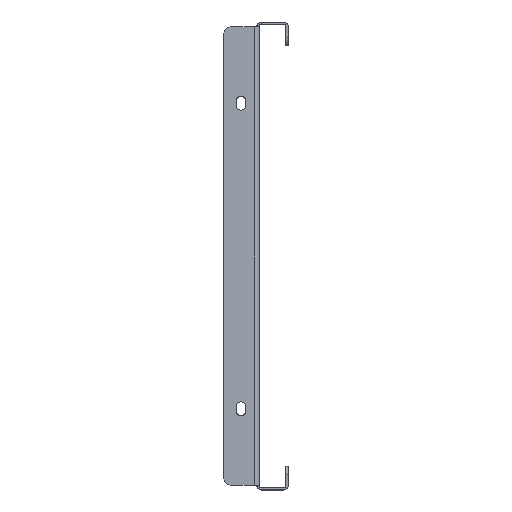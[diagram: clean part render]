
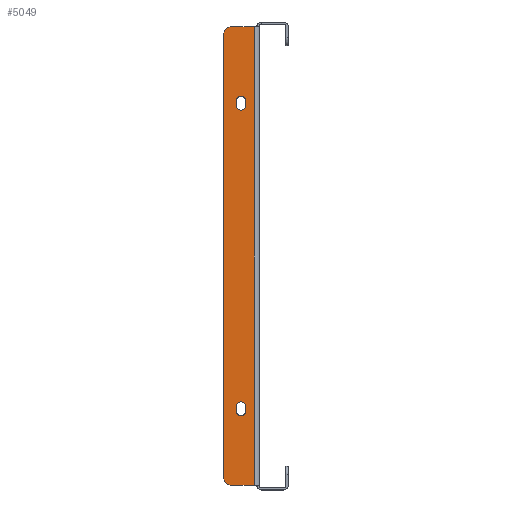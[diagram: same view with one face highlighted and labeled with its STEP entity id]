
A CAD part, left-side view. The second image highlights one B-rep face of the part: STEP entity #5049.
In plain terms, the highlighted planar face has unit normal (-1, 0, 0).
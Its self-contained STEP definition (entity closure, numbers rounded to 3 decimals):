
#18 = CARTESIAN_POINT ( 'NONE',  ( -196., 7.25, -95.25 ) ) ;
#106 = EDGE_CURVE ( 'NONE', #7649, #3567, #2392, .T. ) ;
#147 = DIRECTION ( 'NONE',  ( 0., -1., 0. ) ) ;
#152 = EDGE_CURVE ( 'NONE', #691, #3900, #6845, .T. ) ;
#207 = CARTESIAN_POINT ( 'NONE',  ( -196., 12.75, -95.25 ) ) ;
#289 = DIRECTION ( 'NONE',  ( 0., 1., 0. ) ) ;
#424 = EDGE_CURVE ( 'NONE', #5594, #637, #6906, .T. ) ;
#454 = PLANE ( 'NONE',  #1479 ) ;
#482 = LINE ( 'NONE', #4945, #5000 ) ;
#546 = EDGE_CURVE ( 'NONE', #3828, #6114, #4791, .T. ) ;
#552 = CARTESIAN_POINT ( 'NONE',  ( -196., 12.75, -95.25 ) ) ;
#574 = AXIS2_PLACEMENT_3D ( 'NONE', #7589, #7097, #7132 ) ;
#581 = CARTESIAN_POINT ( 'NONE',  ( -196., 7.25, 98.75 ) ) ;
#613 = VECTOR ( 'NONE', #729, 1000. ) ;
#618 = AXIS2_PLACEMENT_3D ( 'NONE', #8167, #4988, #7496 ) ;
#633 = DIRECTION ( 'NONE',  ( -1., 0., 0. ) ) ;
#637 = VERTEX_POINT ( 'NONE', #4624 ) ;
#691 = VERTEX_POINT ( 'NONE', #5284 ) ;
#729 = DIRECTION ( 'NONE',  ( 0., 0., -1. ) ) ;
#771 = CARTESIAN_POINT ( 'NONE',  ( -196., 21., -140.5 ) ) ;
#833 = VECTOR ( 'NONE', #6770, 1000. ) ;
#878 = CIRCLE ( 'NONE', #3104, 2.75 ) ;
#881 = VECTOR ( 'NONE', #7451, 1000. ) ;
#937 = VERTEX_POINT ( 'NONE', #207 ) ;
#948 = DIRECTION ( 'NONE',  ( -1., 0., 0. ) ) ;
#976 = VECTOR ( 'NONE', #2997, 1000. ) ;
#1174 = DIRECTION ( 'NONE',  ( 0., -1., 0. ) ) ;
#1270 = CARTESIAN_POINT ( 'NONE',  ( -196., 1.5, 0. ) ) ;
#1396 = CARTESIAN_POINT ( 'NONE',  ( -196., 16., -140.5 ) ) ;
#1415 = CIRCLE ( 'NONE', #618, 2.75 ) ;
#1422 = CARTESIAN_POINT ( 'NONE',  ( -196., 12.75, 95.25 ) ) ;
#1479 = AXIS2_PLACEMENT_3D ( 'NONE', #5466, #8023, #2356 ) ;
#1652 = EDGE_LOOP ( 'NONE', ( #7120, #2718, #7830, #2635, #6260, #2884 ) ) ;
#1703 = FACE_BOUND ( 'NONE', #7825, .T. ) ;
#1926 = LINE ( 'NONE', #4379, #613 ) ;
#2026 = VERTEX_POINT ( 'NONE', #7426 ) ;
#2193 = CARTESIAN_POINT ( 'NONE',  ( -196., 10., -98.75 ) ) ;
#2235 = EDGE_CURVE ( 'NONE', #6698, #7649, #2682, .T. ) ;
#2356 = DIRECTION ( 'NONE',  ( 0., -1., 0. ) ) ;
#2392 = LINE ( 'NONE', #4264, #976 ) ;
#2507 = CARTESIAN_POINT ( 'NONE',  ( -196., 12.75, -98.75 ) ) ;
#2516 = EDGE_CURVE ( 'NONE', #691, #4049, #482, .T. ) ;
#2587 = CARTESIAN_POINT ( 'NONE',  ( -196., 7.25, -95.25 ) ) ;
#2602 = ORIENTED_EDGE ( 'NONE', *, *, #2235, .F. ) ;
#2635 = ORIENTED_EDGE ( 'NONE', *, *, #7639, .T. ) ;
#2664 = DIRECTION ( 'NONE',  ( -1., 0., 0. ) ) ;
#2682 = CIRCLE ( 'NONE', #574, 2.75 ) ;
#2718 = ORIENTED_EDGE ( 'NONE', *, *, #5690, .T. ) ;
#2884 = ORIENTED_EDGE ( 'NONE', *, *, #152, .T. ) ;
#2945 = VECTOR ( 'NONE', #5706, 1000. ) ;
#2969 = AXIS2_PLACEMENT_3D ( 'NONE', #4153, #6695, #147 ) ;
#2997 = DIRECTION ( 'NONE',  ( 0., 0., 1. ) ) ;
#3055 = LINE ( 'NONE', #6945, #881 ) ;
#3090 = CARTESIAN_POINT ( 'NONE',  ( -196., 10., 98.75 ) ) ;
#3104 = AXIS2_PLACEMENT_3D ( 'NONE', #2193, #948, #289 ) ;
#3168 = CARTESIAN_POINT ( 'NONE',  ( -196., 12.75, 98.75 ) ) ;
#3348 = CIRCLE ( 'NONE', #6925, 2.75 ) ;
#3567 = VERTEX_POINT ( 'NONE', #581 ) ;
#3571 = FACE_OUTER_BOUND ( 'NONE', #1652, .T. ) ;
#3828 = VERTEX_POINT ( 'NONE', #6201 ) ;
#3868 = DIRECTION ( 'NONE',  ( 0., 0., 1. ) ) ;
#3900 = VERTEX_POINT ( 'NONE', #5243 ) ;
#3992 = ORIENTED_EDGE ( 'NONE', *, *, #106, .F. ) ;
#4049 = VERTEX_POINT ( 'NONE', #6036 ) ;
#4153 = CARTESIAN_POINT ( 'NONE',  ( -196., 16., 140.5 ) ) ;
#4234 = EDGE_CURVE ( 'NONE', #937, #7201, #4861, .T. ) ;
#4264 = CARTESIAN_POINT ( 'NONE',  ( -196., 7.25, 95.25 ) ) ;
#4275 = AXIS2_PLACEMENT_3D ( 'NONE', #1396, #2664, #7667 ) ;
#4379 = CARTESIAN_POINT ( 'NONE',  ( -196., 12.75, 95.25 ) ) ;
#4445 = VECTOR ( 'NONE', #8039, 1000. ) ;
#4624 = CARTESIAN_POINT ( 'NONE',  ( -196., 21., 140.5 ) ) ;
#4791 = LINE ( 'NONE', #2587, #2945 ) ;
#4793 = ORIENTED_EDGE ( 'NONE', *, *, #6596, .F. ) ;
#4861 = LINE ( 'NONE', #552, #4445 ) ;
#4928 = CIRCLE ( 'NONE', #2969, 5. ) ;
#4945 = CARTESIAN_POINT ( 'NONE',  ( -196., 21., -145.5 ) ) ;
#4988 = DIRECTION ( 'NONE',  ( -1., 0., 0. ) ) ;
#5000 = VECTOR ( 'NONE', #6911, 1000. ) ;
#5049 = ADVANCED_FACE ( 'NONE', ( #1703, #6726, #3571 ), #454, .T. ) ;
#5243 = CARTESIAN_POINT ( 'NONE',  ( -196., 1.5, 145.5 ) ) ;
#5284 = CARTESIAN_POINT ( 'NONE',  ( -196., 1.5, -145.5 ) ) ;
#5292 = VECTOR ( 'NONE', #3868, 1000. ) ;
#5466 = CARTESIAN_POINT ( 'NONE',  ( -196., 0., 0. ) ) ;
#5573 = EDGE_CURVE ( 'NONE', #6789, #6698, #1926, .T. ) ;
#5594 = VERTEX_POINT ( 'NONE', #771 ) ;
#5690 = EDGE_CURVE ( 'NONE', #2026, #637, #4928, .T. ) ;
#5706 = DIRECTION ( 'NONE',  ( 0., 0., 1. ) ) ;
#6036 = CARTESIAN_POINT ( 'NONE',  ( -196., 16., -145.5 ) ) ;
#6050 = EDGE_CURVE ( 'NONE', #7201, #3828, #878, .T. ) ;
#6114 = VERTEX_POINT ( 'NONE', #18 ) ;
#6157 = ORIENTED_EDGE ( 'NONE', *, *, #4234, .F. ) ;
#6190 = EDGE_CURVE ( 'NONE', #6114, #937, #1415, .T. ) ;
#6201 = CARTESIAN_POINT ( 'NONE',  ( -196., 7.25, -98.75 ) ) ;
#6260 = ORIENTED_EDGE ( 'NONE', *, *, #2516, .F. ) ;
#6596 = EDGE_CURVE ( 'NONE', #3567, #6789, #3348, .T. ) ;
#6695 = DIRECTION ( 'NONE',  ( -1., 0., 0. ) ) ;
#6698 = VERTEX_POINT ( 'NONE', #1422 ) ;
#6714 = ORIENTED_EDGE ( 'NONE', *, *, #5573, .F. ) ;
#6726 = FACE_BOUND ( 'NONE', #7161, .T. ) ;
#6755 = ORIENTED_EDGE ( 'NONE', *, *, #6050, .F. ) ;
#6770 = DIRECTION ( 'NONE',  ( 0., 0., 1. ) ) ;
#6789 = VERTEX_POINT ( 'NONE', #3168 ) ;
#6845 = LINE ( 'NONE', #1270, #833 ) ;
#6906 = LINE ( 'NONE', #7572, #5292 ) ;
#6911 = DIRECTION ( 'NONE',  ( 0., 1., 0. ) ) ;
#6925 = AXIS2_PLACEMENT_3D ( 'NONE', #3090, #633, #1174 ) ;
#6945 = CARTESIAN_POINT ( 'NONE',  ( -196., 0., 145.5 ) ) ;
#7050 = CARTESIAN_POINT ( 'NONE',  ( -196., 7.25, 95.25 ) ) ;
#7082 = CIRCLE ( 'NONE', #4275, 5. ) ;
#7097 = DIRECTION ( 'NONE',  ( -1., 0., 0. ) ) ;
#7120 = ORIENTED_EDGE ( 'NONE', *, *, #7899, .F. ) ;
#7132 = DIRECTION ( 'NONE',  ( 0., -1., 0. ) ) ;
#7161 = EDGE_LOOP ( 'NONE', ( #7891, #7309, #6755, #6157 ) ) ;
#7201 = VERTEX_POINT ( 'NONE', #2507 ) ;
#7309 = ORIENTED_EDGE ( 'NONE', *, *, #546, .F. ) ;
#7426 = CARTESIAN_POINT ( 'NONE',  ( -196., 16., 145.5 ) ) ;
#7451 = DIRECTION ( 'NONE',  ( 0., -1., 0. ) ) ;
#7496 = DIRECTION ( 'NONE',  ( 0., 1., 0. ) ) ;
#7572 = CARTESIAN_POINT ( 'NONE',  ( -196., 21., 145.5 ) ) ;
#7589 = CARTESIAN_POINT ( 'NONE',  ( -196., 10., 95.25 ) ) ;
#7639 = EDGE_CURVE ( 'NONE', #5594, #4049, #7082, .T. ) ;
#7649 = VERTEX_POINT ( 'NONE', #7050 ) ;
#7667 = DIRECTION ( 'NONE',  ( 0., -1., 0. ) ) ;
#7825 = EDGE_LOOP ( 'NONE', ( #2602, #6714, #4793, #3992 ) ) ;
#7830 = ORIENTED_EDGE ( 'NONE', *, *, #424, .F. ) ;
#7891 = ORIENTED_EDGE ( 'NONE', *, *, #6190, .F. ) ;
#7899 = EDGE_CURVE ( 'NONE', #2026, #3900, #3055, .T. ) ;
#8023 = DIRECTION ( 'NONE',  ( -1., 0., 0. ) ) ;
#8039 = DIRECTION ( 'NONE',  ( 0., 0., -1. ) ) ;
#8167 = CARTESIAN_POINT ( 'NONE',  ( -196., 10., -95.25 ) ) ;
